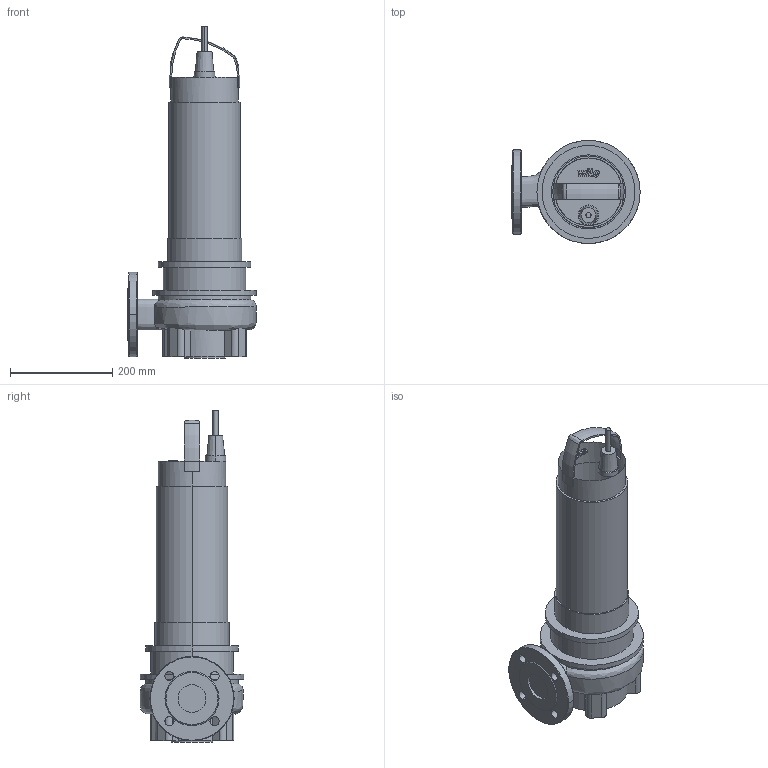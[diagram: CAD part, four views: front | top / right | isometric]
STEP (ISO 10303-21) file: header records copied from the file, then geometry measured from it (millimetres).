
FILE_DESCRIPTION((''),'2;1');
FILE_NAME('3d_REXA-FIT-V05DA-226_EAD1-2-T0039-540-O-6064593.stp','2016-08-24T10:02:58',(''),(''),'Mechanical Desktop 2009','Mechanical Desktop 2009',', , ');
FILE_SCHEMA(('CONFIG_CONTROL_DESIGN'));
Length unit declared in the file: millimetre
Products named in the file (1): Product
Bounding box: 251 x 202 x 650 mm (x, y, z)
Volume: 10714192.7 mm3; surface area: 469323.7 mm2
Topology: 8 solids, 8 shells, 162 faces, 425 edges, 286 vertices
Faces by surface type: bspline 66, cylinder 47, plane 39, torus 6, cone 4
Full cylindrical faces by diameter (mm): 182 x1
Entity records: 9702 total; most frequent: CARTESIAN_POINT 5832, ORIENTED_EDGE 850, DIRECTION 667, EDGE_CURVE 425, VERTEX_POINT 286, AXIS2_PLACEMENT_3D 241, VECTOR 185, LINE 185
